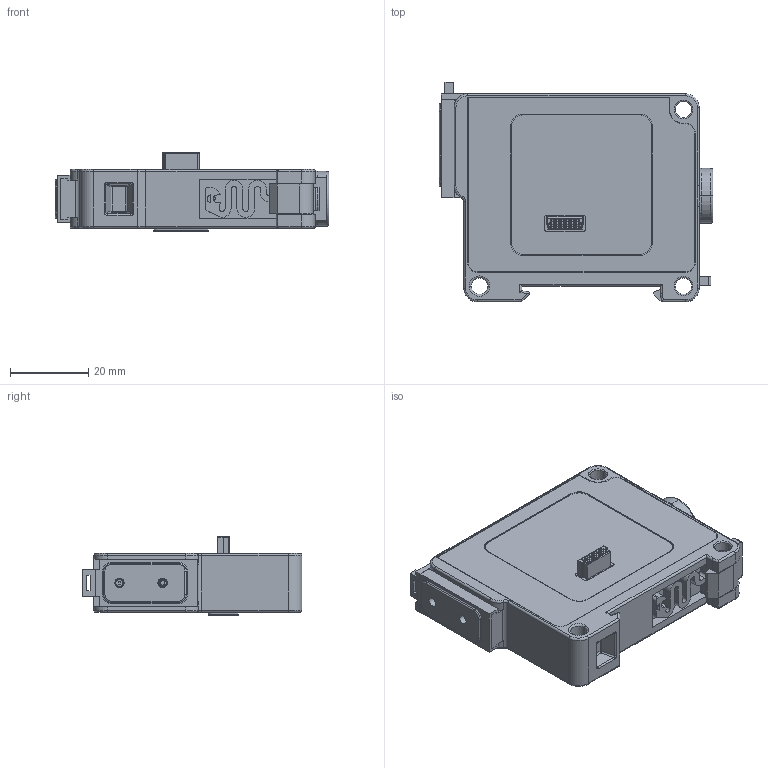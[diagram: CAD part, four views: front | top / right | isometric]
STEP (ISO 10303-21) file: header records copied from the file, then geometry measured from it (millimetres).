
FILE_DESCRIPTION (( 'STEP AP214' ), '1' );
FILE_NAME ('OPT2043.STEP', '2016-02-24T14:32:25', ( '' ), ( '' ), 'SwSTEP 2.0', 'SolidWorks 2014', '' );
FILE_SCHEMA (( 'AUTOMOTIVE_DESIGN' ));
Length unit declared in the file: inch
Products named in the file (1): OPT2043
Bounding box: 69.8 x 56 x 20.1 mm (x, y, z)
Volume: 46685.8 mm3; surface area: 12503.6 mm2
Topology: 1 solids, 2 shells, 941 faces, 2445 edges, 1532 vertices
Faces by surface type: plane 445, cylinder 311, bspline 98, torus 78, cone 5, sphere 4
Entity records: 43684 total; most frequent: CARTESIAN_POINT 9147, ORIENTED_EDGE 4838, DIRECTION 4383, EDGE_CURVE 2419, VERTEX_POINT 1532, LINE 1491, VECTOR 1491, AXIS2_PLACEMENT_3D 1446
